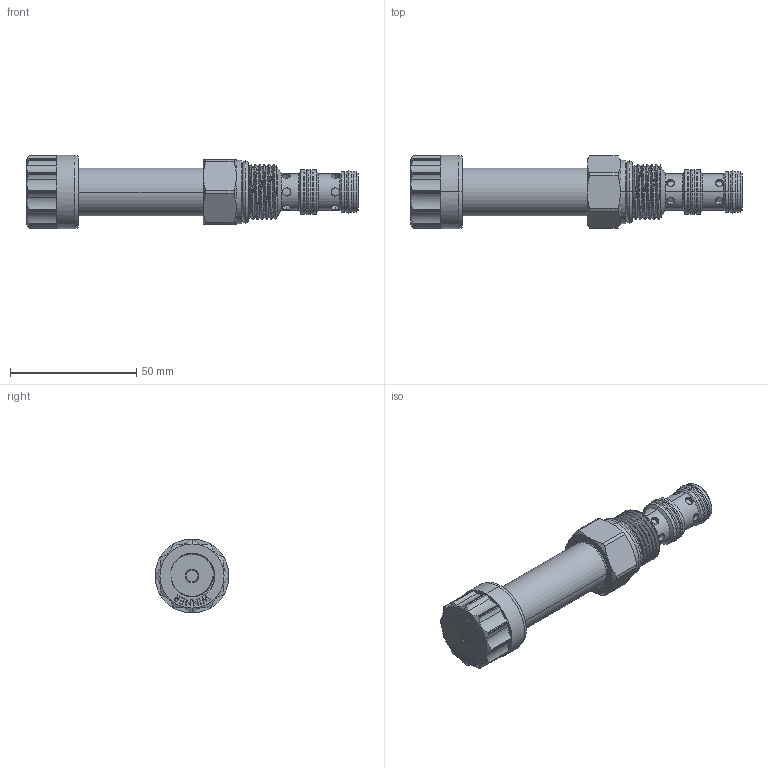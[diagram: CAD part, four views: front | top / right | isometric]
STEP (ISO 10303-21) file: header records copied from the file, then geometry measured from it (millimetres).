
FILE_DESCRIPTION (( 'STEP AP203' ), '1' );
FILE_NAME ('PFR10W3D-P.STEP', '2022-07-04T01:37:48', ( '' ), ( '' ), 'SwSTEP 2.0', 'SolidWorks 2018', '' );
FILE_SCHEMA (( 'CONFIG_CONTROL_DESIGN' ));
Length unit declared in the file: millimetre
Products named in the file (1): PFR10W3D-P
Bounding box: 131.43 x 29.2 x 29.2 mm (x, y, z)
Volume: 45304.2 mm3; surface area: 13669.1 mm2
Topology: 5 solids, 6 shells, 340 faces, 835 edges, 536 vertices
Faces by surface type: cylinder 147, plane 110, cone 39, torus 27, bspline 17
Entity records: 16559 total; most frequent: CARTESIAN_POINT 8702, ORIENTED_EDGE 1666, DIRECTION 1546, EDGE_CURVE 833, AXIS2_PLACEMENT_3D 587, VERTEX_POINT 536, EDGE_LOOP 381, VECTOR 372
